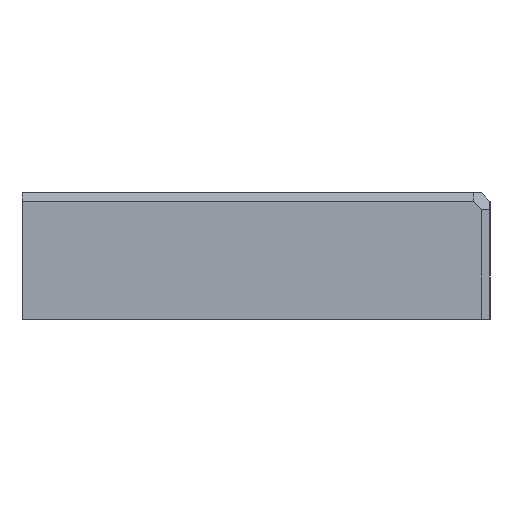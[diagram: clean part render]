
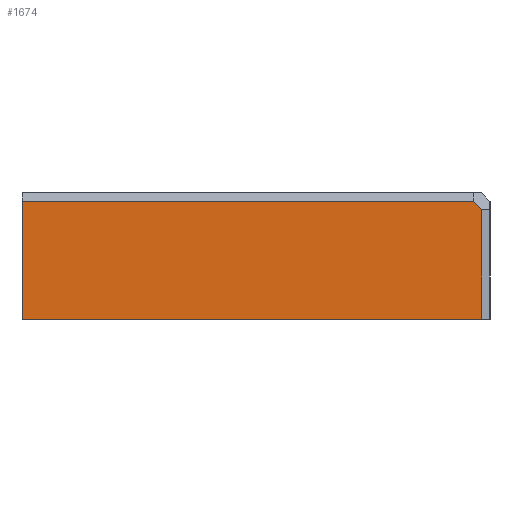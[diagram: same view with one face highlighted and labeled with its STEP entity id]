
A CAD part, left-side view. The second image highlights one B-rep face of the part: STEP entity #1674.
In plain terms, the highlighted planar face has unit normal (-1, 0, 0).
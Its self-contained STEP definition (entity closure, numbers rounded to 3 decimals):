
#66=PLANE('',#1776);
#150=FACE_OUTER_BOUND('',#234,.T.);
#234=EDGE_LOOP('',(#1341,#1342,#1343,#1344,#1345));
#289=LINE('',#2251,#522);
#297=LINE('',#2266,#530);
#381=LINE('',#2435,#614);
#402=LINE('',#2477,#635);
#403=LINE('',#2478,#636);
#522=VECTOR('',#1844,10.);
#530=VECTOR('',#1854,10.);
#614=VECTOR('',#1988,10.);
#635=VECTOR('',#2033,10.);
#636=VECTOR('',#2034,10.);
#763=VERTEX_POINT('',#2249);
#764=VERTEX_POINT('',#2250);
#769=VERTEX_POINT('',#2262);
#830=VERTEX_POINT('',#2433);
#839=VERTEX_POINT('',#2476);
#923=EDGE_CURVE('',#763,#764,#289,.T.);
#931=EDGE_CURVE('',#764,#769,#297,.T.);
#1015=EDGE_CURVE('',#830,#763,#381,.T.);
#1036=EDGE_CURVE('',#839,#830,#402,.T.);
#1037=EDGE_CURVE('',#839,#769,#403,.T.);
#1341=ORIENTED_EDGE('',*,*,#931,.F.);
#1342=ORIENTED_EDGE('',*,*,#923,.F.);
#1343=ORIENTED_EDGE('',*,*,#1015,.F.);
#1344=ORIENTED_EDGE('',*,*,#1036,.F.);
#1345=ORIENTED_EDGE('',*,*,#1037,.T.);
#1674=ADVANCED_FACE('',(#150),#66,.T.);
#1776=AXIS2_PLACEMENT_3D('',#2475,#2031,#2032);
#1844=DIRECTION('',(0.,-0.707,-0.707));
#1854=DIRECTION('',(0.,0.,-1.));
#1988=DIRECTION('',(0.,-1.,0.));
#2031=DIRECTION('center_axis',(-1.,0.,0.));
#2032=DIRECTION('ref_axis',(0.,-1.,0.));
#2033=DIRECTION('',(0.,0.,1.));
#2034=DIRECTION('',(0.,-1.,0.));
#2249=CARTESIAN_POINT('',(-5.,-1.,28.));
#2250=CARTESIAN_POINT('',(-5.,-3.,26.));
#2251=CARTESIAN_POINT('',(-5.,17.75,46.75));
#2262=CARTESIAN_POINT('',(-5.,-3.,0.));
#2266=CARTESIAN_POINT('',(-5.,-3.,0.));
#2433=CARTESIAN_POINT('',(-5.,106.,28.));
#2435=CARTESIAN_POINT('',(-5.,78.25,28.));
#2475=CARTESIAN_POINT('Origin',(-5.,106.,0.));
#2476=CARTESIAN_POINT('',(-5.,106.,0.));
#2477=CARTESIAN_POINT('',(-5.,106.,0.));
#2478=CARTESIAN_POINT('',(-5.,86.,0.));
